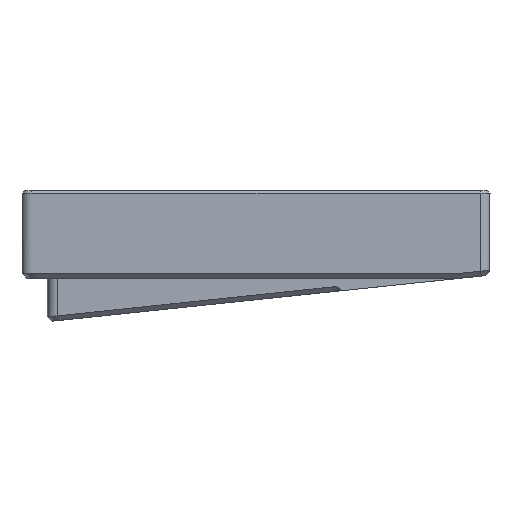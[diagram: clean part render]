
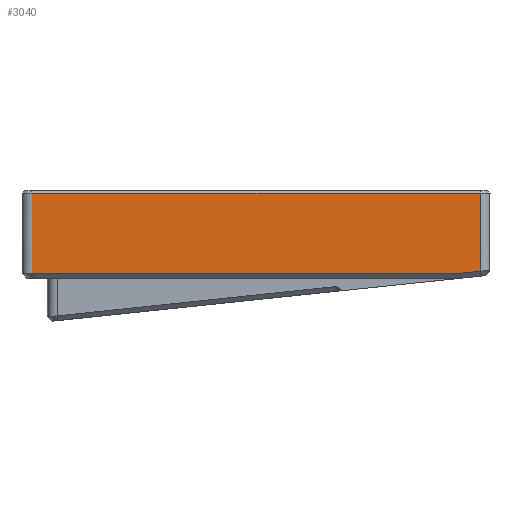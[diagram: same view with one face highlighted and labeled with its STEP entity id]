
A CAD part, left-side view. The second image highlights one B-rep face of the part: STEP entity #3040.
In plain terms, the highlighted planar face has unit normal (-1, 0, 0).
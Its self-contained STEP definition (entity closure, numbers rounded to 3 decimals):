
#131=PLANE('',#3301);
#230=FACE_OUTER_BOUND('',#416,.T.);
#416=EDGE_LOOP('',(#2335,#2336,#2337,#2338,#2339));
#569=LINE('',#4518,#844);
#614=LINE('',#4979,#889);
#693=LINE('',#5219,#968);
#694=LINE('',#5221,#969);
#695=LINE('',#5222,#970);
#844=VECTOR('',#3593,10.);
#889=VECTOR('',#3710,1000.);
#968=VECTOR('',#3897,10.);
#969=VECTOR('',#3898,1000.);
#970=VECTOR('',#3899,1000.);
#1262=VERTEX_POINT('',#4515);
#1263=VERTEX_POINT('',#4517);
#1327=VERTEX_POINT('',#4978);
#1434=VERTEX_POINT('',#5218);
#1435=VERTEX_POINT('',#5220);
#1577=EDGE_CURVE('',#1263,#1262,#569,.T.);
#1661=EDGE_CURVE('',#1327,#1263,#614,.F.);
#1780=EDGE_CURVE('',#1262,#1434,#693,.T.);
#1781=EDGE_CURVE('',#1434,#1435,#694,.T.);
#1782=EDGE_CURVE('',#1435,#1327,#695,.T.);
#2335=ORIENTED_EDGE('',*,*,#1577,.T.);
#2336=ORIENTED_EDGE('',*,*,#1780,.T.);
#2337=ORIENTED_EDGE('',*,*,#1781,.T.);
#2338=ORIENTED_EDGE('',*,*,#1782,.T.);
#2339=ORIENTED_EDGE('',*,*,#1661,.T.);
#3040=ADVANCED_FACE('',(#230),#131,.T.);
#3301=AXIS2_PLACEMENT_3D('',#5217,#3895,#3896);
#3593=DIRECTION('',(0.,-1.,0.));
#3710=DIRECTION('',(0.,0.,1.));
#3895=DIRECTION('center_axis',(-1.,0.,0.));
#3896=DIRECTION('ref_axis',(0.,0.,1.));
#3897=DIRECTION('',(0.,-0.995,0.105));
#3898=DIRECTION('',(0.,0.,1.));
#3899=DIRECTION('',(0.,1.,0.));
#4515=CARTESIAN_POINT('',(-147.85,-48.111,10.64));
#4517=CARTESIAN_POINT('',(-147.85,52.85,10.64));
#4518=CARTESIAN_POINT('',(-147.85,-130.952,10.64));
#4978=CARTESIAN_POINT('',(-147.85,52.85,29.547));
#4979=CARTESIAN_POINT('',(-147.85,52.85,-0.002));
#5217=CARTESIAN_POINT('Origin',(-147.85,0.,-0.002));
#5218=CARTESIAN_POINT('',(-147.85,-52.85,11.138));
#5219=CARTESIAN_POINT('',(-147.85,0.581,5.522));
#5220=CARTESIAN_POINT('',(-147.85,-52.85,29.547));
#5221=CARTESIAN_POINT('',(-147.85,-52.85,30.047));
#5222=CARTESIAN_POINT('',(-147.85,52.85,29.547));
